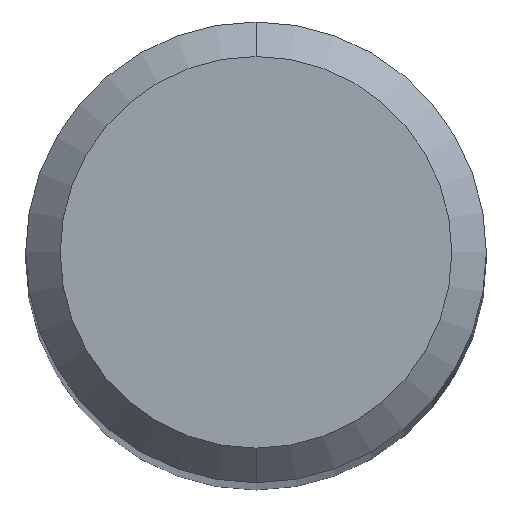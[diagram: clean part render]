
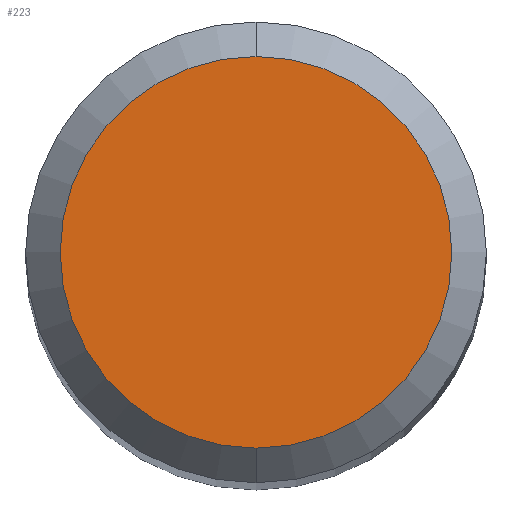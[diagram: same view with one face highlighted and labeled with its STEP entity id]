
A CAD part, top view. The second image highlights one B-rep face of the part: STEP entity #223.
In plain terms, the highlighted planar face has unit normal (0, 0, 1).
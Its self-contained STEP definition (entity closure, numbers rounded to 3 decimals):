
#207=EDGE_CURVE('',#383,#267,#503,.T.);
#223=ADVANCED_FACE('',(#519),#520,.T.);
#267=VERTEX_POINT('',#568);
#319=EDGE_CURVE('',#267,#383,#626,.T.);
#383=VERTEX_POINT('',#699);
#503=CIRCLE('',#853,1.7);
#519=FACE_OUTER_BOUND('',#921,.T.);
#520=PLANE('',#922);
#568=CARTESIAN_POINT('',(0.,-1.7,35.264));
#626=CIRCLE('',#1172,1.7);
#699=CARTESIAN_POINT('',(0.0,1.7,35.264));
#853=AXIS2_PLACEMENT_3D('',#1472,#1473,#1474);
#921=EDGE_LOOP('',(#1486,#1487));
#922=AXIS2_PLACEMENT_3D('',#1488,#1489,#1490);
#1172=AXIS2_PLACEMENT_3D('',#1606,#1607,#1608);
#1472=CARTESIAN_POINT('',(0.0,0.0,35.264));
#1473=DIRECTION('',(0.0,0.0,-1.0));
#1474=DIRECTION('',(0.0,1.0,0.0));
#1486=ORIENTED_EDGE('',*,*,#207,.F.);
#1487=ORIENTED_EDGE('',*,*,#319,.F.);
#1488=CARTESIAN_POINT('',(0.0,0.85,35.264));
#1489=DIRECTION('',(-0.0,0.0,1.0));
#1490=DIRECTION('',(0.0,-1.0,0.0));
#1606=CARTESIAN_POINT('',(0.0,0.0,35.264));
#1607=DIRECTION('',(0.0,0.0,-1.0));
#1608=DIRECTION('',(0.0,1.0,0.0));
